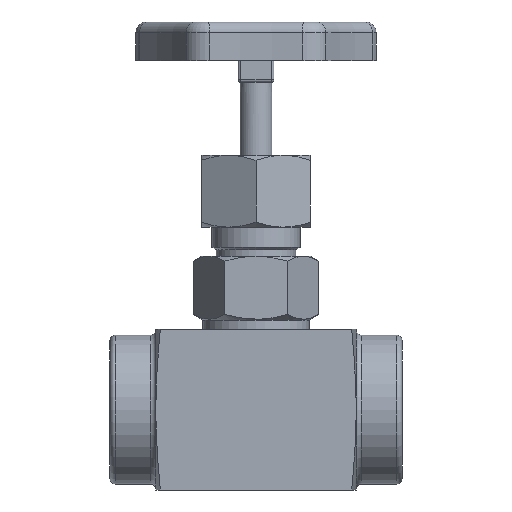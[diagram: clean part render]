
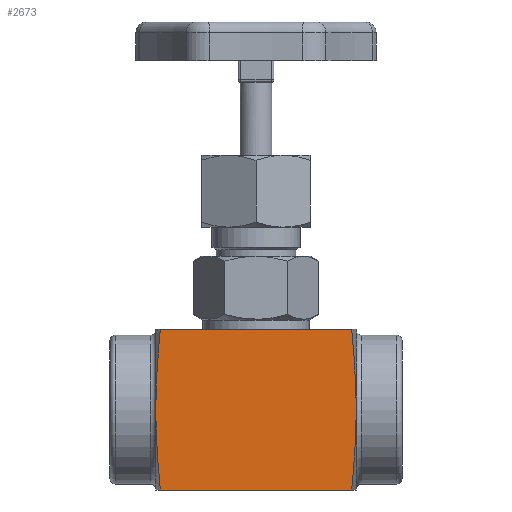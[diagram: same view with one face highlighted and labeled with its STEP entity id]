
A CAD part, front view. The second image highlights one B-rep face of the part: STEP entity #2673.
In plain terms, the highlighted planar face has unit normal (0, -1, 0).
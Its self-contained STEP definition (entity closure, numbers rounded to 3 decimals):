
#81=(
BOUNDED_CURVE()
B_SPLINE_CURVE(2,(#4170,#4171,#4172),.UNSPECIFIED.,.F.,.F.)
B_SPLINE_CURVE_WITH_KNOTS((3,3),(1.177,8.378),
 .UNSPECIFIED.)
CURVE()
GEOMETRIC_REPRESENTATION_ITEM()
RATIONAL_B_SPLINE_CURVE((1.187,1.679,1.187))
REPRESENTATION_ITEM('')
);
#85=(
BOUNDED_CURVE()
B_SPLINE_CURVE(2,(#4209,#4210,#4211),.UNSPECIFIED.,.F.,.F.)
B_SPLINE_CURVE_WITH_KNOTS((3,3),(0.95,7.909),
 .UNSPECIFIED.)
CURVE()
GEOMETRIC_REPRESENTATION_ITEM()
RATIONAL_B_SPLINE_CURVE((1.147,1.623,1.147))
REPRESENTATION_ITEM('')
);
#219=PLANE('',#3038);
#289=LINE('',#4581,#411);
#290=LINE('',#4582,#412);
#411=VECTOR('',#3593,72.059);
#412=VECTOR('',#3594,72.059);
#604=FACE_OUTER_BOUND('',#773,.T.);
#773=EDGE_LOOP('',(#2086,#2087,#2088,#2089));
#1093=VERTEX_POINT('',#4165);
#1094=VERTEX_POINT('',#4169);
#1106=VERTEX_POINT('',#4204);
#1107=VERTEX_POINT('',#4208);
#1361=EDGE_CURVE('',#1094,#1093,#81,.T.);
#1376=EDGE_CURVE('',#1107,#1106,#85,.T.);
#1513=EDGE_CURVE('',#1106,#1094,#289,.T.);
#1514=EDGE_CURVE('',#1107,#1093,#290,.T.);
#2086=ORIENTED_EDGE('',*,*,#1376,.T.);
#2087=ORIENTED_EDGE('',*,*,#1513,.T.);
#2088=ORIENTED_EDGE('',*,*,#1361,.T.);
#2089=ORIENTED_EDGE('',*,*,#1514,.F.);
#2673=ADVANCED_FACE('',(#604),#219,.T.);
#3038=AXIS2_PLACEMENT_3D('',#4580,#3591,#3592);
#3591=DIRECTION('center_axis',(0.,-1.,0.));
#3592=DIRECTION('ref_axis',(0.,0.,-1.));
#3593=DIRECTION('',(-1.,0.,0.));
#3594=DIRECTION('',(-1.,0.,0.));
#4165=CARTESIAN_POINT('',(-36.029,-30.25,-30.25));
#4169=CARTESIAN_POINT('',(-36.029,-30.25,30.25));
#4170=CARTESIAN_POINT('Ctrl Pts',(-36.029,-30.25,30.25));
#4171=CARTESIAN_POINT('Ctrl Pts',(-38.881,-30.25,0.));
#4172=CARTESIAN_POINT('Ctrl Pts',(-36.029,-30.25,-30.25));
#4204=CARTESIAN_POINT('',(36.029,-30.25,30.25));
#4208=CARTESIAN_POINT('',(36.029,-30.25,-30.25));
#4209=CARTESIAN_POINT('Ctrl Pts',(36.029,-30.25,-30.25));
#4210=CARTESIAN_POINT('Ctrl Pts',(38.881,-30.25,0.));
#4211=CARTESIAN_POINT('Ctrl Pts',(36.029,-30.25,30.25));
#4580=CARTESIAN_POINT('Origin',(38.,-30.25,30.25));
#4581=CARTESIAN_POINT('',(36.029,-30.25,30.25));
#4582=CARTESIAN_POINT('',(36.029,-30.25,-30.25));
